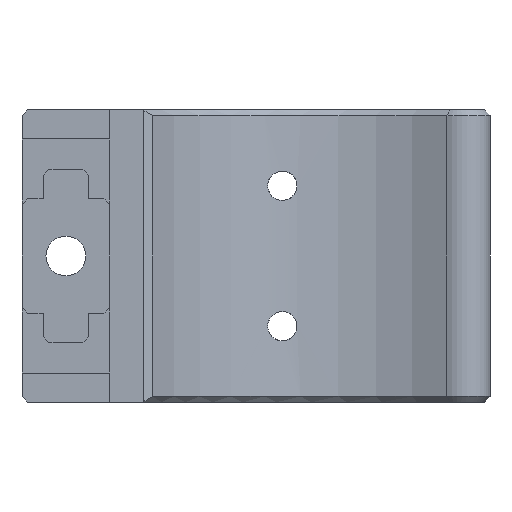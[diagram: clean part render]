
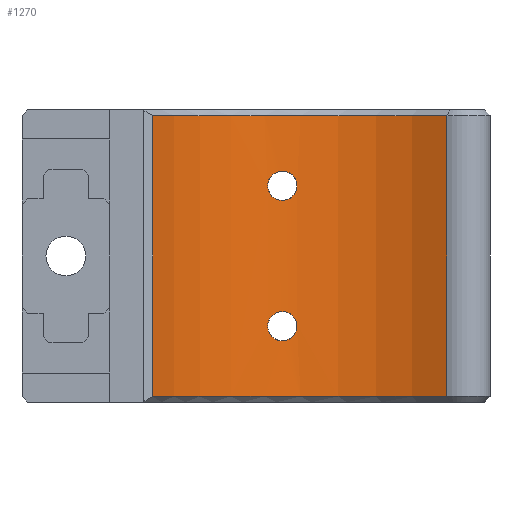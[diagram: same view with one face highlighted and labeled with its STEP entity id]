
A CAD part, left-side view. The second image highlights one B-rep face of the part: STEP entity #1270.
In plain terms, the highlighted cylindrical face has radius 37.5 mm (diameter 75 mm), a partial arc.
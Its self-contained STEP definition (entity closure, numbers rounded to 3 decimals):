
#552 = VERTEX_POINT('',#553);
#553 = CARTESIAN_POINT('',(18.378,32.688,24.));
#560 = EDGE_CURVE('',#552,#561,#563,.T.);
#561 = VERTEX_POINT('',#562);
#562 = CARTESIAN_POINT('',(33.088,-17.647,24.));
#563 = CIRCLE('',#564,37.5);
#564 = AXIS2_PLACEMENT_3D('',#565,#566,#567);
#565 = CARTESIAN_POINT('',(0.,0.,24.));
#566 = DIRECTION('',(0.,0.,-1.));
#567 = DIRECTION('',(0.467,0.884,0.));
#841 = VERTEX_POINT('',#842);
#842 = CARTESIAN_POINT('',(18.378,32.688,-24.));
#849 = EDGE_CURVE('',#552,#841,#850,.T.);
#850 = LINE('',#851,#852);
#851 = CARTESIAN_POINT('',(18.378,32.688,25.));
#852 = VECTOR('',#853,1.);
#853 = DIRECTION('',(0.,0.,-1.));
#983 = EDGE_CURVE('',#841,#984,#986,.T.);
#984 = VERTEX_POINT('',#985);
#985 = CARTESIAN_POINT('',(33.088,-17.647,-24.));
#986 = CIRCLE('',#987,37.5);
#987 = AXIS2_PLACEMENT_3D('',#988,#989,#990);
#988 = CARTESIAN_POINT('',(0.,0.,-24.));
#989 = DIRECTION('',(0.,0.,-1.));
#990 = DIRECTION('',(0.467,0.884,0.));
#1270 = ADVANCED_FACE('',(#1271,#1282,#1339),#1396,.F.);
#1271 = FACE_BOUND('',#1272,.T.);
#1272 = EDGE_LOOP('',(#1273,#1279,#1280,#1281));
#1273 = ORIENTED_EDGE('',*,*,#1274,.F.);
#1274 = EDGE_CURVE('',#561,#984,#1275,.T.);
#1275 = LINE('',#1276,#1277);
#1276 = CARTESIAN_POINT('',(33.088,-17.647,25.));
#1277 = VECTOR('',#1278,1.);
#1278 = DIRECTION('',(0.,0.,-1.));
#1279 = ORIENTED_EDGE('',*,*,#560,.F.);
#1280 = ORIENTED_EDGE('',*,*,#849,.T.);
#1281 = ORIENTED_EDGE('',*,*,#983,.T.);
#1282 = FACE_BOUND('',#1283,.T.);
#1283 = EDGE_LOOP('',(#1284));
#1284 = ORIENTED_EDGE('',*,*,#1285,.T.);
#1285 = EDGE_CURVE('',#1286,#1286,#1288,.T.);
#1286 = VERTEX_POINT('',#1287);
#1287 = CARTESIAN_POINT('',(36.,10.5,-14.5));
#1288 = B_SPLINE_CURVE_WITH_KNOTS('',7,(#1289,#1290,#1291,#1292,#1293,
    #1294,#1295,#1296,#1297,#1298,#1299,#1300,#1301,#1302,#1303,#1304,
    #1305,#1306,#1307,#1308,#1309,#1310,#1311,#1312,#1313,#1314,#1315,
    #1316,#1317,#1318,#1319,#1320,#1321,#1322,#1323,#1324,#1325,#1326,
    #1327,#1328,#1329,#1330,#1331,#1332,#1333,#1334,#1335,#1336,#1337,
    #1338),.UNSPECIFIED.,.T.,.F.,(8,6,6,6,6,6,6,6,8),(0.,0.138,
    0.276,0.431,0.562,0.676,
    0.79,0.92,1.),.UNSPECIFIED.);
#1289 = CARTESIAN_POINT('',(36.,10.5,-14.5));
#1290 = CARTESIAN_POINT('',(35.904,10.828,-14.5));
#1291 = CARTESIAN_POINT('',(35.807,11.147,
    -14.45));
#1292 = CARTESIAN_POINT('',(35.712,11.45,
    -14.354));
#1293 = CARTESIAN_POINT('',(35.621,11.729,
    -14.218));
#1294 = CARTESIAN_POINT('',(35.537,11.978,
    -14.05));
#1295 = CARTESIAN_POINT('',(35.463,12.194,
    -13.859));
#1296 = CARTESIAN_POINT('',(35.336,12.556,
    -13.449));
#1297 = CARTESIAN_POINT('',(35.283,12.705,
    -13.227));
#1298 = CARTESIAN_POINT('',(35.24,12.823,
    -12.993));
#1299 = CARTESIAN_POINT('',(35.207,12.912,
    -12.75));
#1300 = CARTESIAN_POINT('',(35.185,12.971,
    -12.502));
#1301 = CARTESIAN_POINT('',(35.175,13.,-12.251));
#1302 = CARTESIAN_POINT('',(35.175,13.,-11.718));
#1303 = CARTESIAN_POINT('',(35.188,12.963,
    -11.437));
#1304 = CARTESIAN_POINT('',(35.216,12.889,
    -11.159));
#1305 = CARTESIAN_POINT('',(35.256,12.778,
    -10.889));
#1306 = CARTESIAN_POINT('',(35.311,12.628,
    -10.631));
#1307 = CARTESIAN_POINT('',(35.378,12.439,
    -10.392));
#1308 = CARTESIAN_POINT('',(35.523,12.018,
    -9.996));
#1309 = CARTESIAN_POINT('',(35.599,11.793,
    -9.83));
#1310 = CARTESIAN_POINT('',(35.683,11.538,
    -9.689));
#1311 = CARTESIAN_POINT('',(35.772,11.259,
    -9.58));
#1312 = CARTESIAN_POINT('',(35.865,10.961,
    -9.511));
#1313 = CARTESIAN_POINT('',(35.956,10.653,
    -9.485));
#1314 = CARTESIAN_POINT('',(36.123,10.074,
    -9.522));
#1315 = CARTESIAN_POINT('',(36.197,9.808,
    -9.573));
#1316 = CARTESIAN_POINT('',(36.266,9.548,
    -9.657));
#1317 = CARTESIAN_POINT('',(36.33,9.301,
    -9.773));
#1318 = CARTESIAN_POINT('',(36.387,9.071,
    -9.919));
#1319 = CARTESIAN_POINT('',(36.438,8.862,
    -10.092));
#1320 = CARTESIAN_POINT('',(36.526,8.493,
    -10.485));
#1321 = CARTESIAN_POINT('',(36.563,8.334,
    -10.704));
#1322 = CARTESIAN_POINT('',(36.592,8.202,
    -10.943));
#1323 = CARTESIAN_POINT('',(36.615,8.102,
    -11.197));
#1324 = CARTESIAN_POINT('',(36.629,8.034,
    -11.461));
#1325 = CARTESIAN_POINT('',(36.637,8.,-11.731));
#1326 = CARTESIAN_POINT('',(36.637,8.,-12.309));
#1327 = CARTESIAN_POINT('',(36.627,8.044,
    -12.618));
#1328 = CARTESIAN_POINT('',(36.608,8.134,
    -12.923));
#1329 = CARTESIAN_POINT('',(36.578,8.269,
    -13.219));
#1330 = CARTESIAN_POINT('',(36.536,8.452,
    -13.499));
#1331 = CARTESIAN_POINT('',(36.482,8.684,
    -13.756));
#1332 = CARTESIAN_POINT('',(36.369,9.141,
    -14.11));
#1333 = CARTESIAN_POINT('',(36.32,9.335,
    -14.232));
#1334 = CARTESIAN_POINT('',(36.266,9.548,
    -14.336));
#1335 = CARTESIAN_POINT('',(36.205,9.775,
    -14.417));
#1336 = CARTESIAN_POINT('',(36.14,10.012,
    -14.472));
#1337 = CARTESIAN_POINT('',(36.071,10.256,-14.5));
#1338 = CARTESIAN_POINT('',(36.,10.5,-14.5));
#1339 = FACE_BOUND('',#1340,.T.);
#1340 = EDGE_LOOP('',(#1341));
#1341 = ORIENTED_EDGE('',*,*,#1342,.T.);
#1342 = EDGE_CURVE('',#1343,#1343,#1345,.T.);
#1343 = VERTEX_POINT('',#1344);
#1344 = CARTESIAN_POINT('',(36.,10.5,9.5));
#1345 = B_SPLINE_CURVE_WITH_KNOTS('',7,(#1346,#1347,#1348,#1349,#1350,
    #1351,#1352,#1353,#1354,#1355,#1356,#1357,#1358,#1359,#1360,#1361,
    #1362,#1363,#1364,#1365,#1366,#1367,#1368,#1369,#1370,#1371,#1372,
    #1373,#1374,#1375,#1376,#1377,#1378,#1379,#1380,#1381,#1382,#1383,
    #1384,#1385,#1386,#1387,#1388,#1389,#1390,#1391,#1392,#1393,#1394,
    #1395),.UNSPECIFIED.,.T.,.F.,(8,6,6,6,6,6,6,6,8),(0.,0.138,
    0.276,0.431,0.562,0.676,
    0.79,0.92,1.),.UNSPECIFIED.);
#1346 = CARTESIAN_POINT('',(36.,10.5,9.5));
#1347 = CARTESIAN_POINT('',(35.904,10.828,9.5));
#1348 = CARTESIAN_POINT('',(35.807,11.147,
    9.55));
#1349 = CARTESIAN_POINT('',(35.712,11.45,
    9.646));
#1350 = CARTESIAN_POINT('',(35.621,11.729,
    9.782));
#1351 = CARTESIAN_POINT('',(35.537,11.978,
    9.95));
#1352 = CARTESIAN_POINT('',(35.463,12.194,
    10.141));
#1353 = CARTESIAN_POINT('',(35.336,12.556,
    10.551));
#1354 = CARTESIAN_POINT('',(35.283,12.705,
    10.773));
#1355 = CARTESIAN_POINT('',(35.24,12.823,
    11.007));
#1356 = CARTESIAN_POINT('',(35.207,12.912,
    11.25));
#1357 = CARTESIAN_POINT('',(35.185,12.971,
    11.498));
#1358 = CARTESIAN_POINT('',(35.175,13.,11.749));
#1359 = CARTESIAN_POINT('',(35.175,13.,12.282));
#1360 = CARTESIAN_POINT('',(35.188,12.963,
    12.563));
#1361 = CARTESIAN_POINT('',(35.216,12.889,
    12.841));
#1362 = CARTESIAN_POINT('',(35.256,12.778,
    13.111));
#1363 = CARTESIAN_POINT('',(35.311,12.628,
    13.369));
#1364 = CARTESIAN_POINT('',(35.378,12.439,
    13.608));
#1365 = CARTESIAN_POINT('',(35.523,12.018,
    14.004));
#1366 = CARTESIAN_POINT('',(35.599,11.793,
    14.17));
#1367 = CARTESIAN_POINT('',(35.683,11.538,
    14.311));
#1368 = CARTESIAN_POINT('',(35.772,11.259,
    14.42));
#1369 = CARTESIAN_POINT('',(35.865,10.961,
    14.489));
#1370 = CARTESIAN_POINT('',(35.956,10.653,
    14.515));
#1371 = CARTESIAN_POINT('',(36.123,10.074,
    14.478));
#1372 = CARTESIAN_POINT('',(36.197,9.808,
    14.427));
#1373 = CARTESIAN_POINT('',(36.266,9.548,
    14.343));
#1374 = CARTESIAN_POINT('',(36.33,9.301,
    14.227));
#1375 = CARTESIAN_POINT('',(36.387,9.071,
    14.081));
#1376 = CARTESIAN_POINT('',(36.438,8.862,
    13.908));
#1377 = CARTESIAN_POINT('',(36.526,8.493,
    13.515));
#1378 = CARTESIAN_POINT('',(36.563,8.334,
    13.296));
#1379 = CARTESIAN_POINT('',(36.592,8.202,
    13.057));
#1380 = CARTESIAN_POINT('',(36.615,8.102,
    12.803));
#1381 = CARTESIAN_POINT('',(36.629,8.034,
    12.539));
#1382 = CARTESIAN_POINT('',(36.637,8.,12.269));
#1383 = CARTESIAN_POINT('',(36.637,8.,11.691));
#1384 = CARTESIAN_POINT('',(36.627,8.044,
    11.382));
#1385 = CARTESIAN_POINT('',(36.608,8.134,
    11.077));
#1386 = CARTESIAN_POINT('',(36.578,8.269,
    10.781));
#1387 = CARTESIAN_POINT('',(36.536,8.452,
    10.501));
#1388 = CARTESIAN_POINT('',(36.482,8.684,
    10.244));
#1389 = CARTESIAN_POINT('',(36.369,9.141,
    9.89));
#1390 = CARTESIAN_POINT('',(36.32,9.335,
    9.768));
#1391 = CARTESIAN_POINT('',(36.266,9.548,
    9.664));
#1392 = CARTESIAN_POINT('',(36.205,9.775,
    9.583));
#1393 = CARTESIAN_POINT('',(36.14,10.012,
    9.528));
#1394 = CARTESIAN_POINT('',(36.071,10.256,9.5));
#1395 = CARTESIAN_POINT('',(36.,10.5,9.5));
#1396 = CYLINDRICAL_SURFACE('',#1397,37.5);
#1397 = AXIS2_PLACEMENT_3D('',#1398,#1399,#1400);
#1398 = CARTESIAN_POINT('',(0.,0.,25.));
#1399 = DIRECTION('',(0.,-0.,1.));
#1400 = DIRECTION('',(-1.,0.,0.));
